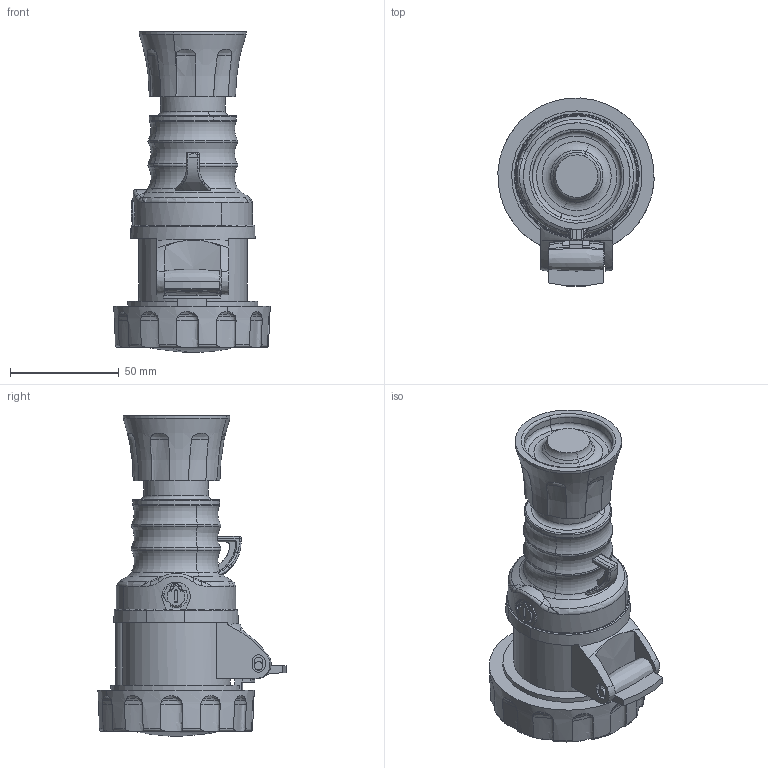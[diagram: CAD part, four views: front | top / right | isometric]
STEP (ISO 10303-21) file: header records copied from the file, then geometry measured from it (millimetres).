
FILE_DESCRIPTION((''),'2;1');
FILE_NAME('GW62026H_SW0002','2020-09-07T10:36:42',('User'),('Technoprobe spa'),'CREO PARAMETRIC BY PTC INC, 2020074','CREO PARAMETRIC BY PTC INC, 2020074','');
FILE_SCHEMA(('CONFIG_CONTROL_DESIGN'));
Length unit declared in the file: millimetre
Products named in the file (1): GW62026H_SW0002
Bounding box: 71.9 x 86.56 x 147.72 mm (x, y, z)
Volume: 285995.5 mm3; surface area: 37689.5 mm2
Topology: 1 solids, 1 shells, 356 faces, 1054 edges, 704 vertices
Faces by surface type: bspline 112, plane 103, torus 51, cylinder 46, cone 42, sphere 2
Entity records: 18750 total; most frequent: CARTESIAN_POINT 10310, ORIENTED_EDGE 2100, DIRECTION 1278, EDGE_CURVE 1050, VERTEX_POINT 704, B_SPLINE_CURVE_WITH_KNOTS 531, AXIS2_PLACEMENT_3D 515, EDGE_LOOP 374
